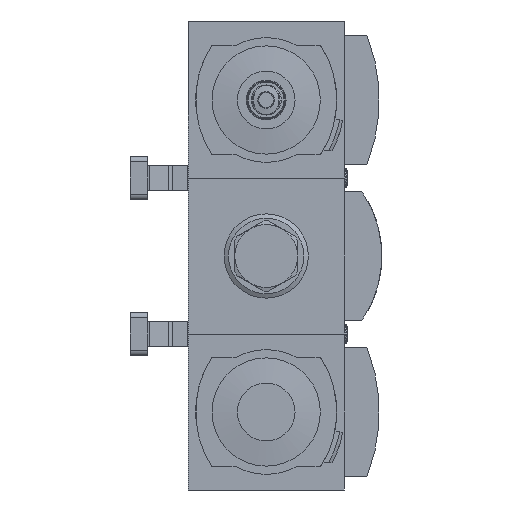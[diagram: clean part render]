
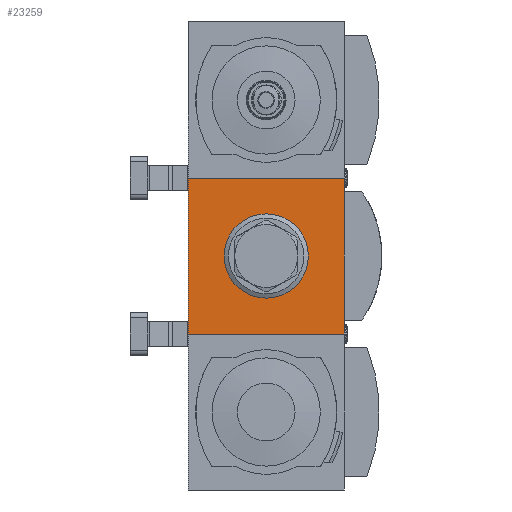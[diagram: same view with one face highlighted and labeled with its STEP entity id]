
A CAD part, front view. The second image highlights one B-rep face of the part: STEP entity #23259.
In plain terms, the highlighted planar face has unit normal (0, -1, 0).
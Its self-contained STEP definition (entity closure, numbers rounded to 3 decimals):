
#479=PLANE('',#24447);
#1511=LINE('',#32229,#3279);
#1559=LINE('',#32366,#3327);
#1575=LINE('',#32396,#3343);
#1615=LINE('',#32487,#3383);
#3279=VECTOR('',#27071,1000.);
#3327=VECTOR('',#27169,1000.);
#3343=VECTOR('',#27187,1000.);
#3383=VECTOR('',#27265,1000.);
#4564=CIRCLE('',#24448,16.732);
#6798=ORIENTED_EDGE('',*,*,#10993,.F.);
#6799=ORIENTED_EDGE('',*,*,#10889,.F.);
#6800=ORIENTED_EDGE('',*,*,#10825,.F.);
#6801=ORIENTED_EDGE('',*,*,#10905,.F.);
#6802=ORIENTED_EDGE('',*,*,#10954,.F.);
#10825=EDGE_CURVE('',#13094,#13095,#1511,.T.);
#10889=EDGE_CURVE('',#13095,#13141,#1559,.T.);
#10905=EDGE_CURVE('',#13153,#13094,#1575,.T.);
#10954=EDGE_CURVE('',#13141,#13153,#1615,.T.);
#10993=EDGE_CURVE('',#13208,#13208,#4564,.F.);
#13094=VERTEX_POINT('',#32228);
#13095=VERTEX_POINT('',#32230);
#13141=VERTEX_POINT('',#32367);
#13153=VERTEX_POINT('',#32395);
#13208=VERTEX_POINT('',#32567);
#14799=EDGE_LOOP('',(#6798));
#14800=EDGE_LOOP('',(#6799,#6800,#6801,#6802));
#15913=FACE_BOUND('',#14799,.T.);
#15914=FACE_BOUND('',#14800,.T.);
#23259=ADVANCED_FACE('',(#15913,#15914),#479,.F.);
#24447=AXIS2_PLACEMENT_3D('',#32565,#27347,#27348);
#24448=AXIS2_PLACEMENT_3D('',#32566,#27349,#27350);
#27071=DIRECTION('',(-1.,0.,0.));
#27169=DIRECTION('',(0.,0.,1.));
#27187=DIRECTION('',(0.,0.,-1.));
#27265=DIRECTION('',(1.,0.,0.));
#27347=DIRECTION('',(0.,1.,0.));
#27348=DIRECTION('',(0.,0.,1.));
#27349=DIRECTION('',(0.,1.,0.));
#27350=DIRECTION('',(0.,0.,1.));
#32228=CARTESIAN_POINT('',(31.,-45.,-31.));
#32229=CARTESIAN_POINT('',(31.,-45.,-31.));
#32230=CARTESIAN_POINT('',(-31.,-45.,-31.));
#32366=CARTESIAN_POINT('',(-31.,-45.,-31.));
#32367=CARTESIAN_POINT('',(-31.,-45.,31.));
#32395=CARTESIAN_POINT('',(31.,-45.,31.));
#32396=CARTESIAN_POINT('',(31.,-45.,31.));
#32487=CARTESIAN_POINT('',(-31.,-45.,31.));
#32565=CARTESIAN_POINT('',(0.,-45.,0.));
#32566=CARTESIAN_POINT('',(0.,-45.,0.));
#32567=CARTESIAN_POINT('',(0.,-45.,16.732));
